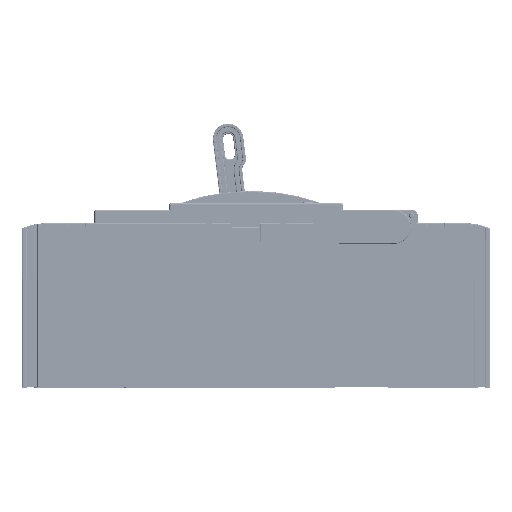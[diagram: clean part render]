
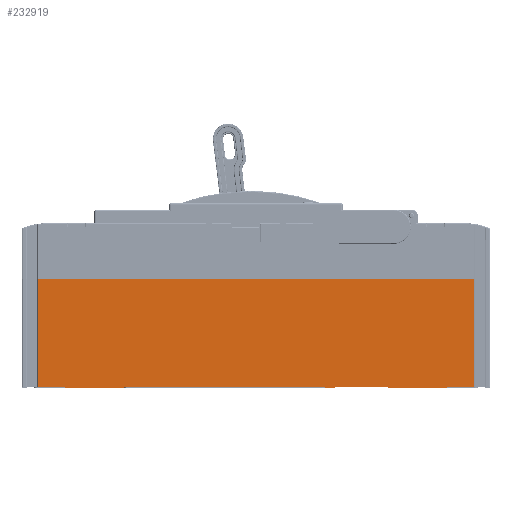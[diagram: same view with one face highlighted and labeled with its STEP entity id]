
A CAD part, left-side view. The second image highlights one B-rep face of the part: STEP entity #232919.
In plain terms, the highlighted planar face has unit normal (-1, 0, 0).
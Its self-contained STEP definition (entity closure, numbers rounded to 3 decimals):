
#894 = EDGE_CURVE ( 'NONE', #27141, #89149, #151169, .T. ) ;
#4687 = ORIENTED_EDGE ( 'NONE', *, *, #81377, .T. ) ;
#11204 = VECTOR ( 'NONE', #109095, 1000. ) ;
#11407 = CARTESIAN_POINT ( 'NONE',  ( 0., 265.5, 63. ) ) ;
#12079 = ORIENTED_EDGE ( 'NONE', *, *, #304827, .T. ) ;
#15941 = ORIENTED_EDGE ( 'NONE', *, *, #181227, .T. ) ;
#16537 = ORIENTED_EDGE ( 'NONE', *, *, #90904, .F. ) ;
#19749 = B_SPLINE_CURVE_WITH_KNOTS ( 'NONE', 3,
 ( #239415, #238096, #148031, #115737 ),
 .UNSPECIFIED., .F., .F.,
 ( 4, 4 ),
 ( 0., 1. ),
 .UNSPECIFIED. ) ;
#26160 = DIRECTION ( 'NONE',  ( 0., 0., 1. ) ) ;
#27141 = VERTEX_POINT ( 'NONE', #201611 ) ;
#29417 = EDGE_CURVE ( 'NONE', #361979, #27141, #40119, .T. ) ;
#29810 = EDGE_CURVE ( 'NONE', #118729, #343001, #125693, .T. ) ;
#40119 = LINE ( 'NONE', #293310, #11204 ) ;
#51400 = EDGE_CURVE ( 'NONE', #113384, #193507, #57603, .T. ) ;
#53008 = CARTESIAN_POINT ( 'NONE',  ( 0., 137.5, 0. ) ) ;
#53536 = DIRECTION ( 'NONE',  ( 0., 0., 1. ) ) ;
#57550 = CARTESIAN_POINT ( 'NONE',  ( 0., 137.5, -1. ) ) ;
#57603 = LINE ( 'NONE', #150603, #71777 ) ;
#57872 = CARTESIAN_POINT ( 'NONE',  ( 0., 14.667, 0. ) ) ;
#58727 = CARTESIAN_POINT ( 'NONE',  ( 0., 9.5, 63. ) ) ;
#61811 = CARTESIAN_POINT ( 'NONE',  ( 0., 25., 0. ) ) ;
#62150 = DIRECTION ( 'NONE',  ( 0., 0., 1. ) ) ;
#63280 = VECTOR ( 'NONE', #371930, 1000. ) ;
#67378 = EDGE_CURVE ( 'NONE', #360945, #283960, #345199, .T. ) ;
#70013 = EDGE_CURVE ( 'NONE', #113326, #91727, #19749, .T. ) ;
#71777 = VECTOR ( 'NONE', #88729, 1000. ) ;
#75253 = CARTESIAN_POINT ( 'NONE',  ( 0., 97., 0. ) ) ;
#75896 = VECTOR ( 'NONE', #62150, 1000. ) ;
#80804 = ORIENTED_EDGE ( 'NONE', *, *, #51400, .T. ) ;
#81377 = EDGE_CURVE ( 'NONE', #353575, #343001, #166100, .T. ) ;
#88729 = DIRECTION ( 'NONE',  ( 0., -1., 0. ) ) ;
#89149 = VERTEX_POINT ( 'NONE', #167751 ) ;
#90408 = VECTOR ( 'NONE', #302201, 1000. ) ;
#90904 = EDGE_CURVE ( 'NONE', #360945, #89149, #380452, .T. ) ;
#91727 = VERTEX_POINT ( 'NONE', #378042 ) ;
#92806 = CARTESIAN_POINT ( 'NONE',  ( 0., 250., 0. ) ) ;
#103004 = EDGE_CURVE ( 'NONE', #118729, #361979, #236405, .T. ) ;
#109095 = DIRECTION ( 'NONE',  ( 0., -1., 0. ) ) ;
#109258 = ORIENTED_EDGE ( 'NONE', *, *, #29810, .F. ) ;
#113326 = VERTEX_POINT ( 'NONE', #92806 ) ;
#113384 = VERTEX_POINT ( 'NONE', #367124 ) ;
#114195 = CARTESIAN_POINT ( 'NONE',  ( 0., 215., -1. ) ) ;
#115737 = CARTESIAN_POINT ( 'NONE',  ( 0., 265.5, 0. ) ) ;
#117450 = PLANE ( 'NONE',  #197333 ) ;
#118729 = VERTEX_POINT ( 'NONE', #305588 ) ;
#125021 = EDGE_LOOP ( 'NONE', ( #16537, #359946, #286506, #191822, #263907, #15941, #80804, #320362, #345049, #235432, #12079, #4687, #109258, #227729, #318591, #293673 ) ) ;
#125693 = B_SPLINE_CURVE_WITH_KNOTS ( 'NONE', 3,
 ( #157287, #247347, #371048, #185544 ),
 .UNSPECIFIED., .F., .F.,
 ( 4, 4 ),
 ( 0., 1. ),
 .UNSPECIFIED. ) ;
#127473 = VECTOR ( 'NONE', #53536, 1000. ) ;
#137765 = CARTESIAN_POINT ( 'NONE',  ( 0., 97., -1. ) ) ;
#145094 = LINE ( 'NONE', #311355, #63280 ) ;
#145133 = EDGE_CURVE ( 'NONE', #193507, #305194, #145094, .T. ) ;
#148031 = CARTESIAN_POINT ( 'NONE',  ( 0., 260.333, 0. ) ) ;
#148975 = DIRECTION ( 'NONE',  ( 0., -1., 0. ) ) ;
#150603 = CARTESIAN_POINT ( 'NONE',  ( 0., 137.5, -1. ) ) ;
#150895 = VERTEX_POINT ( 'NONE', #11407 ) ;
#151169 = LINE ( 'NONE', #340178, #372566 ) ;
#152340 = VECTOR ( 'NONE', #315619, 1000. ) ;
#152855 = EDGE_CURVE ( 'NONE', #395274, #232789, #321100, .T. ) ;
#155918 = CARTESIAN_POINT ( 'NONE',  ( 0., 9.5, 0. ) ) ;
#157280 = B_SPLINE_CURVE_WITH_KNOTS ( 'NONE', 3,
 ( #75253, #352192, #288994, #201609 ),
 .UNSPECIFIED., .F., .F.,
 ( 4, 4 ),
 ( 0., 1. ),
 .UNSPECIFIED. ) ;
#157287 = CARTESIAN_POINT ( 'NONE',  ( 0., 60., 0. ) ) ;
#166100 = LINE ( 'NONE', #299467, #127473 ) ;
#167751 = CARTESIAN_POINT ( 'NONE',  ( 0., 25., 0. ) ) ;
#172761 = VECTOR ( 'NONE', #315749, 1000. ) ;
#181227 = EDGE_CURVE ( 'NONE', #113326, #113384, #201693, .T. ) ;
#185544 = CARTESIAN_POINT ( 'NONE',  ( 0., 91., 0. ) ) ;
#187794 = CARTESIAN_POINT ( 'NONE',  ( 0., 215., 0. ) ) ;
#191822 = ORIENTED_EDGE ( 'NONE', *, *, #253158, .T. ) ;
#193507 = VERTEX_POINT ( 'NONE', #114195 ) ;
#197333 = AXIS2_PLACEMENT_3D ( 'NONE', #53008, #301606, #26160 ) ;
#201609 = CARTESIAN_POINT ( 'NONE',  ( 0., 215., 0. ) ) ;
#201611 = CARTESIAN_POINT ( 'NONE',  ( 0., 25., -1. ) ) ;
#201693 = LINE ( 'NONE', #280860, #172761 ) ;
#206087 = CARTESIAN_POINT ( 'NONE',  ( 0., 9.5, 0. ) ) ;
#222991 = DIRECTION ( 'NONE',  ( 0., 0., -1. ) ) ;
#227729 = ORIENTED_EDGE ( 'NONE', *, *, #103004, .T. ) ;
#229466 = LINE ( 'NONE', #290001, #152340 ) ;
#232789 = VERTEX_POINT ( 'NONE', #137765 ) ;
#232919 = ADVANCED_FACE ( 'NONE', ( #370885 ), #117450, .T. ) ;
#235432 = ORIENTED_EDGE ( 'NONE', *, *, #152855, .T. ) ;
#236405 = LINE ( 'NONE', #252573, #337505 ) ;
#238096 = CARTESIAN_POINT ( 'NONE',  ( 0., 255.167, 0. ) ) ;
#239415 = CARTESIAN_POINT ( 'NONE',  ( 0., 250., 0. ) ) ;
#247347 = CARTESIAN_POINT ( 'NONE',  ( 0., 70.333, 0. ) ) ;
#252573 = CARTESIAN_POINT ( 'NONE',  ( 0., 60., 0. ) ) ;
#253158 = EDGE_CURVE ( 'NONE', #150895, #91727, #383993, .T. ) ;
#263907 = ORIENTED_EDGE ( 'NONE', *, *, #70013, .F. ) ;
#271310 = CARTESIAN_POINT ( 'NONE',  ( 0., 265.5, 0. ) ) ;
#277908 = VECTOR ( 'NONE', #362929, 1000. ) ;
#279134 = VECTOR ( 'NONE', #148975, 1000. ) ;
#280860 = CARTESIAN_POINT ( 'NONE',  ( 0., 250., 0. ) ) ;
#283960 = VERTEX_POINT ( 'NONE', #58727 ) ;
#286506 = ORIENTED_EDGE ( 'NONE', *, *, #361640, .T. ) ;
#288994 = CARTESIAN_POINT ( 'NONE',  ( 0., 175.667, 0. ) ) ;
#290001 = CARTESIAN_POINT ( 'NONE',  ( 0., 137.5, 63. ) ) ;
#293310 = CARTESIAN_POINT ( 'NONE',  ( 0., 137.5, -1. ) ) ;
#293673 = ORIENTED_EDGE ( 'NONE', *, *, #894, .T. ) ;
#299467 = CARTESIAN_POINT ( 'NONE',  ( 0., 91., 0. ) ) ;
#301606 = DIRECTION ( 'NONE',  ( -1., 0., 0. ) ) ;
#302201 = DIRECTION ( 'NONE',  ( 0., 0., -1. ) ) ;
#303433 = LINE ( 'NONE', #57550, #279134 ) ;
#304827 = EDGE_CURVE ( 'NONE', #232789, #353575, #303433, .T. ) ;
#305194 = VERTEX_POINT ( 'NONE', #187794 ) ;
#305588 = CARTESIAN_POINT ( 'NONE',  ( 0., 60., 0. ) ) ;
#311355 = CARTESIAN_POINT ( 'NONE',  ( 0., 215., 0. ) ) ;
#312725 = CARTESIAN_POINT ( 'NONE',  ( 0., 91., -1. ) ) ;
#315619 = DIRECTION ( 'NONE',  ( 0., 1., 0. ) ) ;
#315749 = DIRECTION ( 'NONE',  ( 0., 0., -1. ) ) ;
#318591 = ORIENTED_EDGE ( 'NONE', *, *, #29417, .T. ) ;
#320362 = ORIENTED_EDGE ( 'NONE', *, *, #145133, .T. ) ;
#321100 = LINE ( 'NONE', #393864, #277908 ) ;
#325874 = EDGE_CURVE ( 'NONE', #395274, #305194, #157280, .T. ) ;
#330201 = CARTESIAN_POINT ( 'NONE',  ( 0., 60., -1. ) ) ;
#337505 = VECTOR ( 'NONE', #222991, 1000. ) ;
#340178 = CARTESIAN_POINT ( 'NONE',  ( 0., 25., 0. ) ) ;
#343001 = VERTEX_POINT ( 'NONE', #365763 ) ;
#345049 = ORIENTED_EDGE ( 'NONE', *, *, #325874, .F. ) ;
#345199 = LINE ( 'NONE', #398270, #75896 ) ;
#352192 = CARTESIAN_POINT ( 'NONE',  ( 0., 136.333, 0. ) ) ;
#353575 = VERTEX_POINT ( 'NONE', #312725 ) ;
#359946 = ORIENTED_EDGE ( 'NONE', *, *, #67378, .T. ) ;
#360945 = VERTEX_POINT ( 'NONE', #206087 ) ;
#361640 = EDGE_CURVE ( 'NONE', #283960, #150895, #229466, .T. ) ;
#361979 = VERTEX_POINT ( 'NONE', #330201 ) ;
#362929 = DIRECTION ( 'NONE',  ( 0., 0., -1. ) ) ;
#365763 = CARTESIAN_POINT ( 'NONE',  ( 0., 91., 0. ) ) ;
#367124 = CARTESIAN_POINT ( 'NONE',  ( 0., 250., -1. ) ) ;
#368472 = DIRECTION ( 'NONE',  ( 0., 0., 1. ) ) ;
#370885 = FACE_OUTER_BOUND ( 'NONE', #125021, .T. ) ;
#371048 = CARTESIAN_POINT ( 'NONE',  ( 0., 80.667, 0. ) ) ;
#371930 = DIRECTION ( 'NONE',  ( 0., 0., 1. ) ) ;
#372566 = VECTOR ( 'NONE', #368472, 1000. ) ;
#374683 = CARTESIAN_POINT ( 'NONE',  ( 0., 97., 0. ) ) ;
#378042 = CARTESIAN_POINT ( 'NONE',  ( 0., 265.5, 0. ) ) ;
#380452 = B_SPLINE_CURVE_WITH_KNOTS ( 'NONE', 3,
 ( #155918, #57872, #396641, #61811 ),
 .UNSPECIFIED., .F., .F.,
 ( 4, 4 ),
 ( 0., 1. ),
 .UNSPECIFIED. ) ;
#383993 = LINE ( 'NONE', #271310, #90408 ) ;
#393864 = CARTESIAN_POINT ( 'NONE',  ( 0., 97., 0. ) ) ;
#395274 = VERTEX_POINT ( 'NONE', #374683 ) ;
#396641 = CARTESIAN_POINT ( 'NONE',  ( 0., 19.833, 0. ) ) ;
#398270 = CARTESIAN_POINT ( 'NONE',  ( 0., 9.5, 0. ) ) ;
